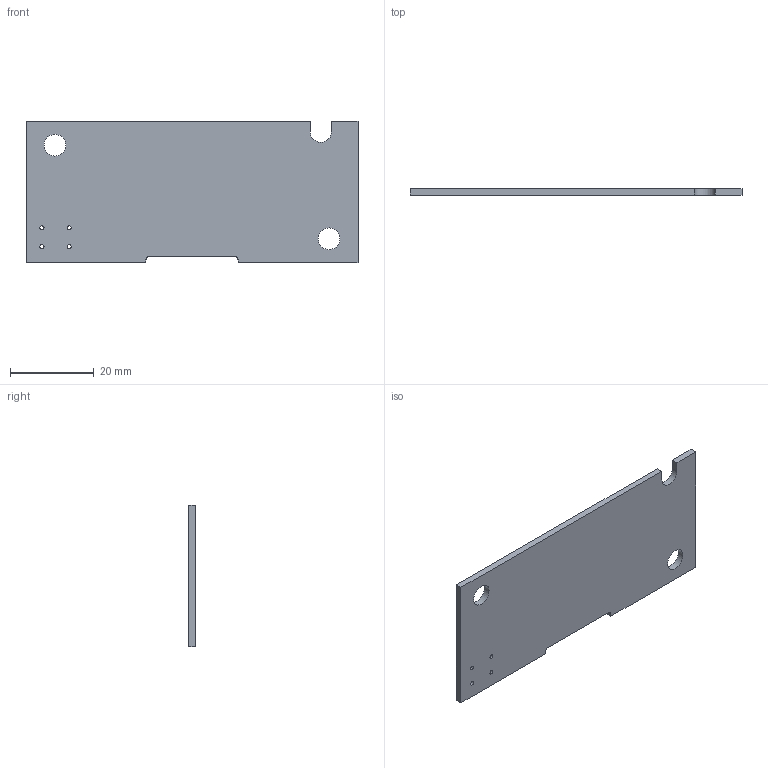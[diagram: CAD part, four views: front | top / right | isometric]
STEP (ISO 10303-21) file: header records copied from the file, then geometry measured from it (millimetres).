
FILE_DESCRIPTION(/* description */ (''),/* implementation_level */ '2;1');
FILE_NAME(/* name */ 'RX PCB.ipt.step',/* time_stamp */ '2020-04-16T23:12:26-04:00',/* author */ ('Jordan'),/* organization */ (''),/* preprocessor_version */ 'ST-DEVELOPER v17',/* originating_system */ 'Autodesk Inventor 2019',/* authorisation */ '');
FILE_SCHEMA (('AUTOMOTIVE_DESIGN { 1 0 10303 214 3 1 1 }'));
Length unit declared in the file: inch
Products named in the file (1): RX PCB
Bounding box: 79.38 x 1.57 x 33.78 mm (x, y, z)
Volume: 4063.7 mm3; surface area: 5604.4 mm2
Topology: 1 solids, 1 shells, 22 faces, 72 edges, 52 vertices
Faces by surface type: plane 13, cylinder 9
Full cylindrical faces by diameter (mm): 0.991 x4, 5.2 x2
Entity records: 894 total; most frequent: DIRECTION 148, CARTESIAN_POINT 147, ORIENTED_EDGE 144, EDGE_CURVE 72, AXIS2_PLACEMENT_3D 53, VERTEX_POINT 52, LINE 42, VECTOR 42
